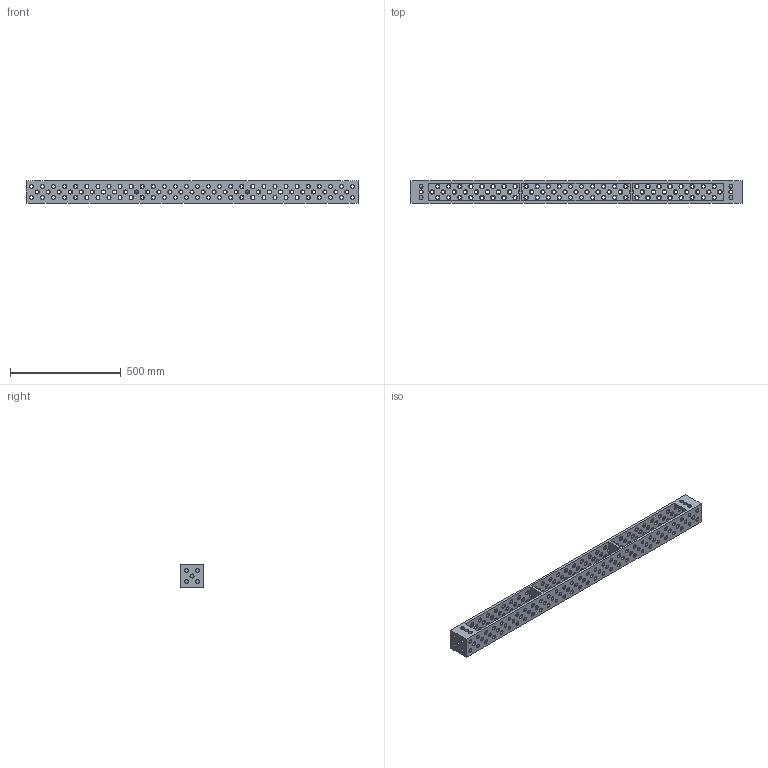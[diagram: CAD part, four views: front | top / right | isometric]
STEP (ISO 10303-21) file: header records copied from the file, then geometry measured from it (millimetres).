
FILE_DESCRIPTION(('STEP AP214'),'1');
FILE_NAME('160380.STP','2011-09-06T08:18:26',(' '),(' '),'Spatial InterOp 3D',' ',' ');
FILE_SCHEMA(('automotive_design'));
Length unit declared in the file: millimetre
Products named in the file (1): Quader
Bounding box: 1500 x 100 x 100 mm (x, y, z)
Volume: 4669820.9 mm3; surface area: 968717.5 mm2
Topology: 1 solids, 1 shells, 1727 faces, 4072 edges, 2338 vertices
Faces by surface type: cone 1130, cylinder 578, plane 19
Entity records: 64268 total; most frequent: DIRECTION 9814, ORIENTED_EDGE 8144, CARTESIAN_POINT 8138, EDGE_CURVE 4072, AXIS2_PLACEMENT_3D 4014, VERTEX_POINT 2338, EDGE_LOOP 2296, CIRCLE 2286
